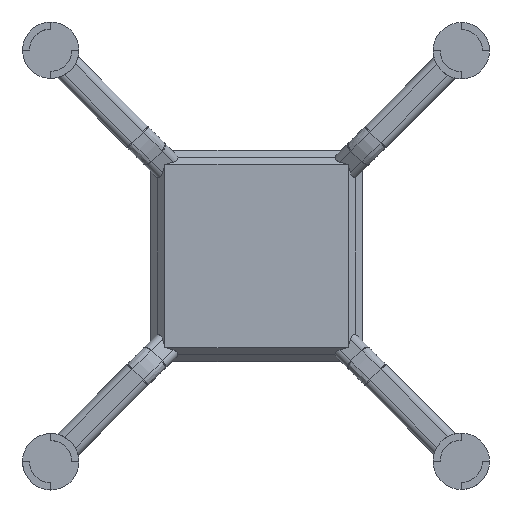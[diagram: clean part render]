
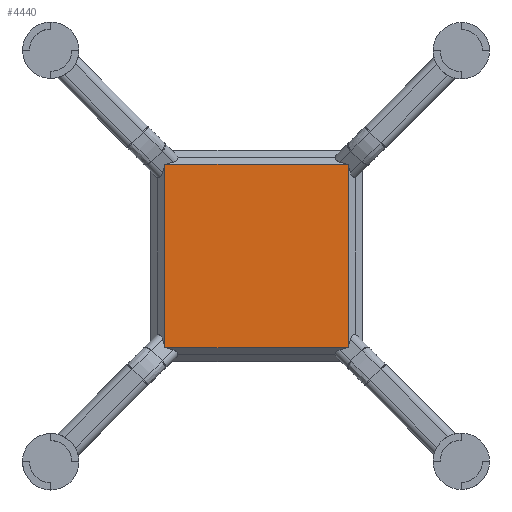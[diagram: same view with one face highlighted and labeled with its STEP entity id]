
A CAD part, top view. The second image highlights one B-rep face of the part: STEP entity #4440.
In plain terms, the highlighted planar face has unit normal (0, 0, 1).
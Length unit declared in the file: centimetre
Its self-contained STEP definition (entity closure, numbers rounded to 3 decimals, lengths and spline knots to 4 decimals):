
#1158 = AXIS2_PLACEMENT_3D ( 'NONE', #9745, #8371, #4618 ) ;
#1381 = CARTESIAN_POINT ( 'NONE',  ( 0., 14., 6. ) ) ;
#1833 = DIRECTION ( 'NONE',  ( 0., -1., 0. ) ) ;
#2326 = ORIENTED_EDGE ( 'NONE', *, *, #9150, .T. ) ;
#2511 = EDGE_CURVE ( 'NONE', #9728, #13882, #9237, .T. ) ;
#3028 = CARTESIAN_POINT ( 'NONE',  ( 1., 0., 6. ) ) ;
#3252 = PLANE ( 'NONE',  #1158 ) ;
#3866 = CARTESIAN_POINT ( 'NONE',  ( 14., 14., 6. ) ) ;
#3942 = DIRECTION ( 'NONE',  ( 1., 0., 0. ) ) ;
#4120 = CARTESIAN_POINT ( 'NONE',  ( 14., 0., 6. ) ) ;
#4140 = VERTEX_POINT ( 'NONE', #3866 ) ;
#4255 = EDGE_CURVE ( 'NONE', #4140, #10912, #9160, .T. ) ;
#4440 = ADVANCED_FACE ( 'NONE', ( #15966 ), #3252, .F. ) ;
#4618 = DIRECTION ( 'NONE',  ( -1., 0., 0. ) ) ;
#4710 = VECTOR ( 'NONE', #9326, 100. ) ;
#5740 = LINE ( 'NONE', #4120, #14663 ) ;
#6378 = ORIENTED_EDGE ( 'NONE', *, *, #11137, .T. ) ;
#7554 = CARTESIAN_POINT ( 'NONE',  ( 1., 1., 6. ) ) ;
#7687 = EDGE_LOOP ( 'NONE', ( #12835, #6378, #8121, #2326 ) ) ;
#7868 = CARTESIAN_POINT ( 'NONE',  ( 0., 1., 6. ) ) ;
#8121 = ORIENTED_EDGE ( 'NONE', *, *, #4255, .T. ) ;
#8371 = DIRECTION ( 'NONE',  ( 0., 0., -1. ) ) ;
#9150 = EDGE_CURVE ( 'NONE', #10912, #9728, #13532, .T. ) ;
#9160 = LINE ( 'NONE', #1381, #4710 ) ;
#9237 = LINE ( 'NONE', #7868, #16683 ) ;
#9326 = DIRECTION ( 'NONE',  ( -1., 0., 0. ) ) ;
#9506 = CARTESIAN_POINT ( 'NONE',  ( 1., 14., 6. ) ) ;
#9728 = VERTEX_POINT ( 'NONE', #7554 ) ;
#9745 = CARTESIAN_POINT ( 'NONE',  ( 0., 0., 6. ) ) ;
#10912 = VERTEX_POINT ( 'NONE', #9506 ) ;
#11137 = EDGE_CURVE ( 'NONE', #13882, #4140, #5740, .T. ) ;
#12835 = ORIENTED_EDGE ( 'NONE', *, *, #2511, .T. ) ;
#12907 = CARTESIAN_POINT ( 'NONE',  ( 14., 1., 6. ) ) ;
#13532 = LINE ( 'NONE', #3028, #13806 ) ;
#13806 = VECTOR ( 'NONE', #1833, 100. ) ;
#13882 = VERTEX_POINT ( 'NONE', #12907 ) ;
#14663 = VECTOR ( 'NONE', #15887, 100. ) ;
#15887 = DIRECTION ( 'NONE',  ( 0., 1., 0. ) ) ;
#15966 = FACE_OUTER_BOUND ( 'NONE', #7687, .T. ) ;
#16683 = VECTOR ( 'NONE', #3942, 100. ) ;
